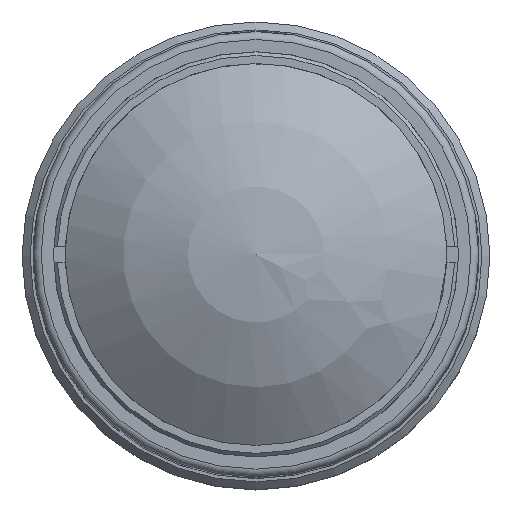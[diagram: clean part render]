
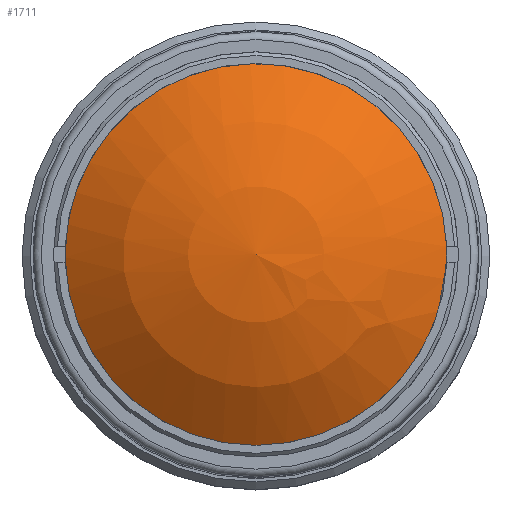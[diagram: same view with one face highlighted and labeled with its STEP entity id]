
A CAD part, top view. The second image highlights one B-rep face of the part: STEP entity #1711.
In plain terms, the highlighted spherical face has radius 19.19 mm.
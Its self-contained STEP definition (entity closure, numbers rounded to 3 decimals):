
#18=SPHERICAL_SURFACE('',#1912,19.19);
#357=FACE_OUTER_BOUND('',#490,.T.);
#490=EDGE_LOOP('',(#1375));
#604=CIRCLE('',#1903,12.);
#753=VERTEX_POINT('',#3181);
#964=EDGE_CURVE('',#753,#753,#604,.T.);
#1375=ORIENTED_EDGE('',*,*,#964,.F.);
#1711=ADVANCED_FACE('',(#357),#18,.T.);
#1903=AXIS2_PLACEMENT_3D('',#3182,#2323,#2324);
#1912=AXIS2_PLACEMENT_3D('',#3196,#2344,#2345);
#2323=DIRECTION('center_axis',(0.,0.,
-1.));
#2324=DIRECTION('ref_axis',(0.,-1.,0.));
#2344=DIRECTION('center_axis',(0.,0.,
1.));
#2345=DIRECTION('ref_axis',(0.89,-0.455,0.));
#3181=CARTESIAN_POINT('',(0.,-12.,-5.372));
#3182=CARTESIAN_POINT('Origin',(0.,0.,
-5.372));
#3196=CARTESIAN_POINT('Origin',(0.,0.,
-20.348));
